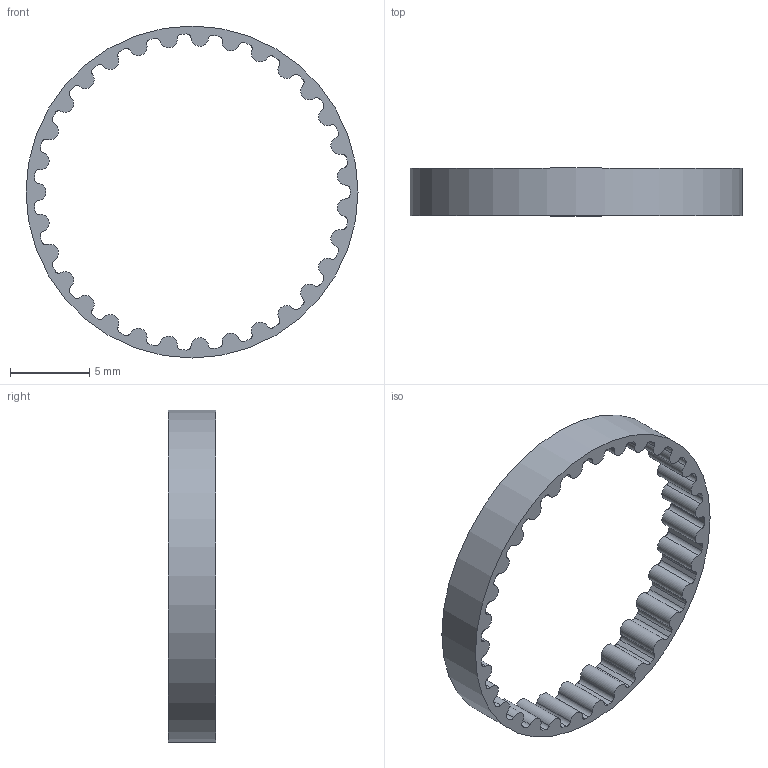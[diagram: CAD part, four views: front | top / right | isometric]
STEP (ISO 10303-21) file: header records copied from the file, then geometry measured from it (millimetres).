
FILE_DESCRIPTION(/* description */ (''),/* implementation_level */ '2;1');
FILE_NAME(/* name */ '00_GT2_TimingBelt_flexible.ipt.step',/* time_stamp */ '2022-11-29T07:40:48+01:00',/* author */ ('diederichbenedict'),/* organization */ (''),/* preprocessor_version */ 'ST-DEVELOPER v18.1',/* originating_system */ 'Autodesk Inventor 2022',/* authorisation */ '');
FILE_SCHEMA (('AUTOMOTIVE_DESIGN { 1 0 10303 214 3 1 1 }'));
Length unit declared in the file: millimetre
Products named in the file (1): 00_GT2_TimingBelt_flexible
Bounding box: 21 x 3 x 21 mm (x, y, z)
Volume: 166 mm3; surface area: 567.2 mm2
Topology: 1 solids, 1 shells, 127 faces, 375 edges, 250 vertices
Faces by surface type: cylinder 125, plane 2
Full cylindrical faces by diameter (mm): 21 x1
Entity records: 4444 total; most frequent: DIRECTION 881, CARTESIAN_POINT 753, ORIENTED_EDGE 750, AXIS2_PLACEMENT_3D 378, EDGE_CURVE 375, CIRCLE 250, VERTEX_POINT 250, EDGE_LOOP 129
